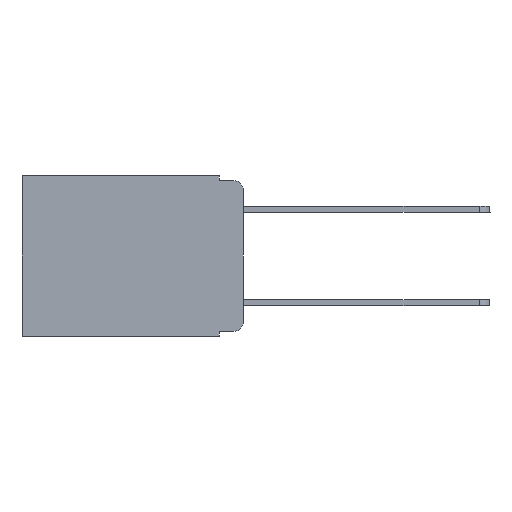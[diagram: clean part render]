
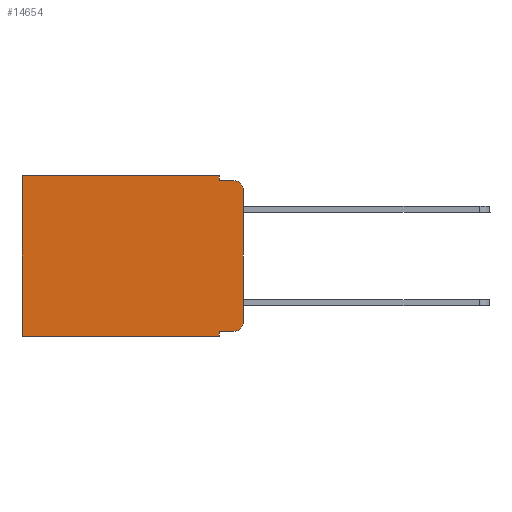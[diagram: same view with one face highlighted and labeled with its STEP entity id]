
A CAD part, left-side view. The second image highlights one B-rep face of the part: STEP entity #14654.
In plain terms, the highlighted planar face has unit normal (-1, 0, 0).
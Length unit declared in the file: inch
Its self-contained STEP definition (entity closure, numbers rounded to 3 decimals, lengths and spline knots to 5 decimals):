
#146 = VERTEX_POINT ( 'NONE', #21981 ) ;
#269 = CARTESIAN_POINT ( 'NONE',  ( 0.298, 0.02, -0.03 ) ) ;
#498 = DIRECTION ( 'NONE',  ( 0., 0., -1. ) ) ;
#526 = DIRECTION ( 'NONE',  ( 0., 0., -1. ) ) ;
#711 = DIRECTION ( 'NONE',  ( 0., 0., -1. ) ) ;
#715 = CARTESIAN_POINT ( 'NONE',  ( 0.298, 0.051, -0.01 ) ) ;
#1093 = CARTESIAN_POINT ( 'NONE',  ( 0.298, 0.051, -0.01 ) ) ;
#1397 = CARTESIAN_POINT ( 'NONE',  ( 0.298, 0.02, -0.333 ) ) ;
#1515 = ORIENTED_EDGE ( 'NONE', *, *, #18481, .F. ) ;
#2215 = LINE ( 'NONE', #17670, #14458 ) ;
#2529 = CARTESIAN_POINT ( 'NONE',  ( 0.298, 0.02, -0.01 ) ) ;
#2717 = AXIS2_PLACEMENT_3D ( 'NONE', #15108, #11593, #17355 ) ;
#3224 = VERTEX_POINT ( 'NONE', #1093 ) ;
#3649 = ORIENTED_EDGE ( 'NONE', *, *, #8996, .T. ) ;
#3813 = VERTEX_POINT ( 'NONE', #2529 ) ;
#4542 = CARTESIAN_POINT ( 'NONE',  ( 0.298, 0.051, 0. ) ) ;
#4780 = CARTESIAN_POINT ( 'NONE',  ( 0.298, 0.051, -0.333 ) ) ;
#5452 = ORIENTED_EDGE ( 'NONE', *, *, #17607, .F. ) ;
#5648 = LINE ( 'NONE', #10210, #19710 ) ;
#5672 = ORIENTED_EDGE ( 'NONE', *, *, #24659, .F. ) ;
#6019 = VERTEX_POINT ( 'NONE', #7966 ) ;
#6072 = DIRECTION ( 'NONE',  ( 0., 0., -1. ) ) ;
#6140 = ORIENTED_EDGE ( 'NONE', *, *, #14482, .F. ) ;
#6979 = VERTEX_POINT ( 'NONE', #14353 ) ;
#7823 = VERTEX_POINT ( 'NONE', #9322 ) ;
#7966 = CARTESIAN_POINT ( 'NONE',  ( 0.298, 0.051, -0.333 ) ) ;
#8444 = ORIENTED_EDGE ( 'NONE', *, *, #14298, .T. ) ;
#8996 = EDGE_CURVE ( 'NONE', #17601, #3813, #19297, .T. ) ;
#9187 = VERTEX_POINT ( 'NONE', #10096 ) ;
#9322 = CARTESIAN_POINT ( 'NONE',  ( 0.298, 0.473, 0. ) ) ;
#9442 = CARTESIAN_POINT ( 'NONE',  ( 0.298, 0., 0. ) ) ;
#9873 = DIRECTION ( 'NONE',  ( -1., 0., 0. ) ) ;
#10055 = LINE ( 'NONE', #4542, #24749 ) ;
#10096 = CARTESIAN_POINT ( 'NONE',  ( 0.298, 0.473, -0.343 ) ) ;
#10210 = CARTESIAN_POINT ( 'NONE',  ( 0.298, 0.473, 0. ) ) ;
#11593 = DIRECTION ( 'NONE',  ( -1., 0., 0. ) ) ;
#11904 = DIRECTION ( 'NONE',  ( 0., 1., 0. ) ) ;
#12200 = VECTOR ( 'NONE', #16945, 39.37008 ) ;
#12460 = AXIS2_PLACEMENT_3D ( 'NONE', #16636, #15386, #21103 ) ;
#12726 = CARTESIAN_POINT ( 'NONE',  ( 0.298, 0., 0. ) ) ;
#12866 = PLANE ( 'NONE',  #12460 ) ;
#13428 = LINE ( 'NONE', #12726, #18237 ) ;
#14298 = EDGE_CURVE ( 'NONE', #19135, #146, #19569, .T. ) ;
#14353 = CARTESIAN_POINT ( 'NONE',  ( 0.298, 0.051, -0.343 ) ) ;
#14458 = VECTOR ( 'NONE', #6072, 39.37008 ) ;
#14482 = EDGE_CURVE ( 'NONE', #6019, #6979, #2215, .T. ) ;
#14654 = ADVANCED_FACE ( 'NONE', ( #14771 ), #12866, .F. ) ;
#14771 = FACE_OUTER_BOUND ( 'NONE', #19054, .T. ) ;
#14977 = LINE ( 'NONE', #4780, #17952 ) ;
#15108 = CARTESIAN_POINT ( 'NONE',  ( 0.298, 0.02, -0.313 ) ) ;
#15296 = VECTOR ( 'NONE', #11904, 39.37008 ) ;
#15386 = DIRECTION ( 'NONE',  ( 1., 0., 0. ) ) ;
#15556 = EDGE_CURVE ( 'NONE', #6979, #9187, #21013, .T. ) ;
#15988 = CARTESIAN_POINT ( 'NONE',  ( 0.298, 0., -0.03 ) ) ;
#16317 = EDGE_CURVE ( 'NONE', #6019, #19135, #14977, .T. ) ;
#16636 = CARTESIAN_POINT ( 'NONE',  ( 0.298, 0., 0. ) ) ;
#16945 = DIRECTION ( 'NONE',  ( 0., 0., -1. ) ) ;
#16992 = ORIENTED_EDGE ( 'NONE', *, *, #15556, .F. ) ;
#17355 = DIRECTION ( 'NONE',  ( 0., 0., -1. ) ) ;
#17601 = VERTEX_POINT ( 'NONE', #15988 ) ;
#17607 = EDGE_CURVE ( 'NONE', #3224, #3813, #22988, .T. ) ;
#17670 = CARTESIAN_POINT ( 'NONE',  ( 0.298, 0.051, 0. ) ) ;
#17952 = VECTOR ( 'NONE', #20077, 39.37008 ) ;
#17982 = DIRECTION ( 'NONE',  ( 0., -1., 0. ) ) ;
#18237 = VECTOR ( 'NONE', #24481, 39.37008 ) ;
#18481 = EDGE_CURVE ( 'NONE', #17601, #146, #22419, .T. ) ;
#19054 = EDGE_LOOP ( 'NONE', ( #1515, #3649, #5452, #5672, #21961, #23462, #16992, #6140, #19456, #8444 ) ) ;
#19135 = VERTEX_POINT ( 'NONE', #1397 ) ;
#19297 = CIRCLE ( 'NONE', #22370, 0.02 ) ;
#19456 = ORIENTED_EDGE ( 'NONE', *, *, #16317, .T. ) ;
#19544 = VERTEX_POINT ( 'NONE', #23863 ) ;
#19569 = CIRCLE ( 'NONE', #2717, 0.02 ) ;
#19710 = VECTOR ( 'NONE', #526, 39.37008 ) ;
#19996 = VECTOR ( 'NONE', #17982, 39.37008 ) ;
#20077 = DIRECTION ( 'NONE',  ( 0., -1., 0. ) ) ;
#21013 = LINE ( 'NONE', #23458, #15296 ) ;
#21103 = DIRECTION ( 'NONE',  ( 0., 0., -1. ) ) ;
#21589 = EDGE_CURVE ( 'NONE', #19544, #7823, #13428, .T. ) ;
#21961 = ORIENTED_EDGE ( 'NONE', *, *, #21589, .T. ) ;
#21981 = CARTESIAN_POINT ( 'NONE',  ( 0.298, 0., -0.313 ) ) ;
#22370 = AXIS2_PLACEMENT_3D ( 'NONE', #269, #9873, #498 ) ;
#22419 = LINE ( 'NONE', #9442, #12200 ) ;
#22493 = EDGE_CURVE ( 'NONE', #7823, #9187, #5648, .T. ) ;
#22988 = LINE ( 'NONE', #715, #19996 ) ;
#23458 = CARTESIAN_POINT ( 'NONE',  ( 0.298, 0., -0.343 ) ) ;
#23462 = ORIENTED_EDGE ( 'NONE', *, *, #22493, .T. ) ;
#23863 = CARTESIAN_POINT ( 'NONE',  ( 0.298, 0.051, 0. ) ) ;
#24481 = DIRECTION ( 'NONE',  ( 0., 1., 0. ) ) ;
#24659 = EDGE_CURVE ( 'NONE', #19544, #3224, #10055, .T. ) ;
#24749 = VECTOR ( 'NONE', #711, 39.37008 ) ;
